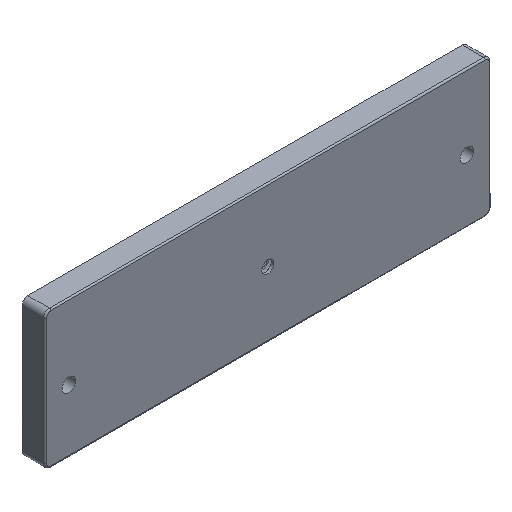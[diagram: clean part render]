
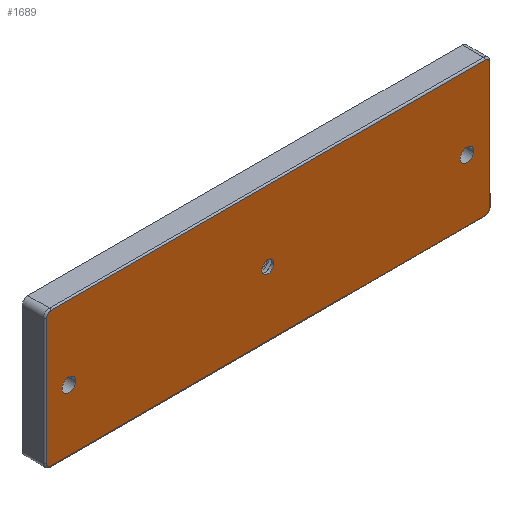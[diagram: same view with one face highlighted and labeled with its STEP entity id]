
A CAD part, isometric view. The second image highlights one B-rep face of the part: STEP entity #1689.
In plain terms, the highlighted planar face has unit normal (0, -1, 0).
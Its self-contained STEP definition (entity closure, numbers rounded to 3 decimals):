
#15=FACE_BOUND('',#243,.T.);
#16=FACE_BOUND('',#244,.T.);
#17=FACE_BOUND('',#245,.T.);
#35=PLANE('',#1859);
#141=FACE_OUTER_BOUND('',#242,.T.);
#242=EDGE_LOOP('',(#1399,#1400,#1401,#1402,#1403,#1404,#1405,#1406));
#243=EDGE_LOOP('',(#1407));
#244=EDGE_LOOP('',(#1408));
#245=EDGE_LOOP('',(#1409));
#338=CIRCLE('',#1831,1.5);
#344=CIRCLE('',#1839,1.5);
#348=CIRCLE('',#1845,1.5);
#352=CIRCLE('',#1851,1.5);
#355=CIRCLE('',#1860,2.35);
#356=CIRCLE('',#1861,2.35);
#357=CIRCLE('',#1862,2.1);
#484=LINE('',#4953,#598);
#486=LINE('',#4965,#600);
#488=LINE('',#4977,#602);
#489=LINE('',#4985,#603);
#598=VECTOR('',#2210,10.);
#600=VECTOR('',#2224,10.);
#602=VECTOR('',#2238,10.);
#603=VECTOR('',#2249,10.);
#754=VERTEX_POINT('',#4941);
#755=VERTEX_POINT('',#4943);
#757=VERTEX_POINT('',#4949);
#759=VERTEX_POINT('',#4955);
#761=VERTEX_POINT('',#4961);
#763=VERTEX_POINT('',#4967);
#765=VERTEX_POINT('',#4973);
#767=VERTEX_POINT('',#4979);
#774=VERTEX_POINT('',#5006);
#775=VERTEX_POINT('',#5008);
#776=VERTEX_POINT('',#5010);
#971=EDGE_CURVE('',#754,#755,#338,.T.);
#976=EDGE_CURVE('',#755,#757,#484,.T.);
#979=EDGE_CURVE('',#757,#759,#344,.T.);
#982=EDGE_CURVE('',#759,#761,#486,.T.);
#985=EDGE_CURVE('',#761,#763,#348,.T.);
#988=EDGE_CURVE('',#763,#765,#488,.T.);
#991=EDGE_CURVE('',#765,#767,#352,.T.);
#992=EDGE_CURVE('',#767,#754,#489,.T.);
#1003=EDGE_CURVE('',#774,#774,#355,.T.);
#1004=EDGE_CURVE('',#775,#775,#356,.T.);
#1005=EDGE_CURVE('',#776,#776,#357,.T.);
#1399=ORIENTED_EDGE('',*,*,#971,.F.);
#1400=ORIENTED_EDGE('',*,*,#992,.F.);
#1401=ORIENTED_EDGE('',*,*,#991,.F.);
#1402=ORIENTED_EDGE('',*,*,#988,.F.);
#1403=ORIENTED_EDGE('',*,*,#985,.F.);
#1404=ORIENTED_EDGE('',*,*,#982,.F.);
#1405=ORIENTED_EDGE('',*,*,#979,.F.);
#1406=ORIENTED_EDGE('',*,*,#976,.F.);
#1407=ORIENTED_EDGE('',*,*,#1003,.F.);
#1408=ORIENTED_EDGE('',*,*,#1004,.F.);
#1409=ORIENTED_EDGE('',*,*,#1005,.T.);
#1689=ADVANCED_FACE('',(#141,#15,#16,#17),#35,.F.);
#1831=AXIS2_PLACEMENT_3D('',#4944,#2199,#2200);
#1839=AXIS2_PLACEMENT_3D('',#4959,#2217,#2218);
#1845=AXIS2_PLACEMENT_3D('',#4971,#2231,#2232);
#1851=AXIS2_PLACEMENT_3D('',#4983,#2245,#2246);
#1859=AXIS2_PLACEMENT_3D('',#5005,#2270,#2271);
#1860=AXIS2_PLACEMENT_3D('',#5007,#2272,#2273);
#1861=AXIS2_PLACEMENT_3D('',#5009,#2274,#2275);
#1862=AXIS2_PLACEMENT_3D('',#5011,#2276,#2277);
#2199=DIRECTION('center_axis',(0.,1.,0.));
#2200=DIRECTION('ref_axis',(-0.707,0.,0.707));
#2210=DIRECTION('',(1.,0.,0.));
#2217=DIRECTION('center_axis',(0.,1.,0.));
#2218=DIRECTION('ref_axis',(0.707,0.,0.707));
#2224=DIRECTION('',(0.,0.,-1.));
#2231=DIRECTION('center_axis',(0.,1.,0.));
#2232=DIRECTION('ref_axis',(0.707,0.,-0.707));
#2238=DIRECTION('',(-1.,0.,0.));
#2245=DIRECTION('center_axis',(0.,1.,0.));
#2246=DIRECTION('ref_axis',(-0.707,0.,-0.707));
#2249=DIRECTION('',(0.,0.,1.));
#2270=DIRECTION('center_axis',(0.,1.,0.));
#2271=DIRECTION('ref_axis',(-1.,0.,0.));
#2272=DIRECTION('center_axis',(0.,-1.,0.));
#2273=DIRECTION('ref_axis',(-1.,0.,0.));
#2274=DIRECTION('center_axis',(0.,-1.,0.));
#2275=DIRECTION('ref_axis',(-1.,0.,0.));
#2276=DIRECTION('center_axis',(0.,1.,0.));
#2277=DIRECTION('ref_axis',(-1.,0.,0.));
#4941=CARTESIAN_POINT('',(50.1,376.,360.034));
#4943=CARTESIAN_POINT('',(51.6,376.,361.534));
#4944=CARTESIAN_POINT('Origin',(51.6,376.,360.034));
#4949=CARTESIAN_POINT('',(202.4,376.,361.534));
#4953=CARTESIAN_POINT('',(88.3,376.,361.534));
#4955=CARTESIAN_POINT('',(203.9,376.,360.034));
#4959=CARTESIAN_POINT('Origin',(202.4,376.,360.034));
#4961=CARTESIAN_POINT('',(203.9,376.,316.304));
#4965=CARTESIAN_POINT('',(203.9,376.,350.101));
#4967=CARTESIAN_POINT('',(202.4,376.,314.804));
#4971=CARTESIAN_POINT('Origin',(202.4,376.,316.304));
#4973=CARTESIAN_POINT('',(51.6,376.,314.804));
#4977=CARTESIAN_POINT('',(165.7,376.,314.804));
#4979=CARTESIAN_POINT('',(50.1,376.,316.304));
#4983=CARTESIAN_POINT('Origin',(51.6,376.,316.304));
#4985=CARTESIAN_POINT('',(50.1,376.,326.236));
#5005=CARTESIAN_POINT('Origin',(127.,376.,338.169));
#5006=CARTESIAN_POINT('',(60.25,376.,336.104));
#5007=CARTESIAN_POINT('Origin',(57.9,376.,336.104));
#5008=CARTESIAN_POINT('',(198.45,376.,336.104));
#5009=CARTESIAN_POINT('Origin',(196.1,376.,336.104));
#5010=CARTESIAN_POINT('',(129.1,376.,337.029));
#5011=CARTESIAN_POINT('Origin',(127.,376.,337.029));
